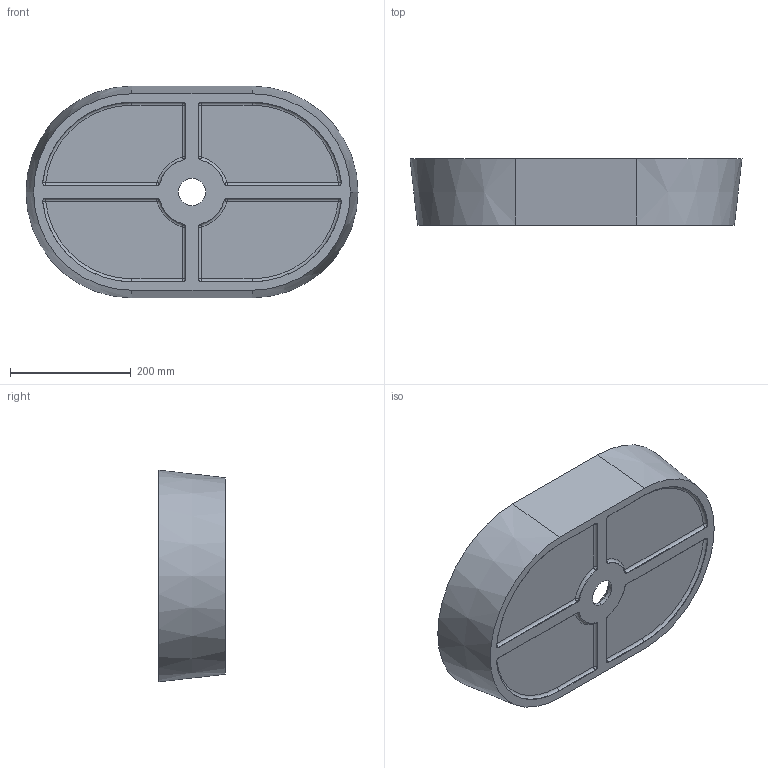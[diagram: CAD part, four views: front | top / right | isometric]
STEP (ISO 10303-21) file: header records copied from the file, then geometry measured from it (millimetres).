
FILE_DESCRIPTION (( 'STEP AP214' ), '1' );
FILE_NAME ('Rome.STEP', '2020-03-30T09:13:51', ( '' ), ( '' ), 'SwSTEP 2.0', 'SolidWorks 2018', '' );
FILE_SCHEMA (( 'AUTOMOTIVE_DESIGN' ));
Length unit declared in the file: millimetre
Products named in the file (1): Rome
Bounding box: 549.54 x 110 x 350.54 mm (x, y, z)
Volume: 4482651.8 mm3; surface area: 579445.9 mm2
Topology: 1 solids, 1 shells, 104 faces, 245 edges, 132 vertices
Faces by surface type: plane 21, bspline 21, cylinder 20, sphere 16, torus 13, cone 13
Entity records: 5152 total; most frequent: CARTESIAN_POINT 2960, ORIENTED_EDGE 458, DIRECTION 445, EDGE_CURVE 229, AXIS2_PLACEMENT_3D 191, VERTEX_POINT 132, EDGE_LOOP 111, CIRCLE 107
